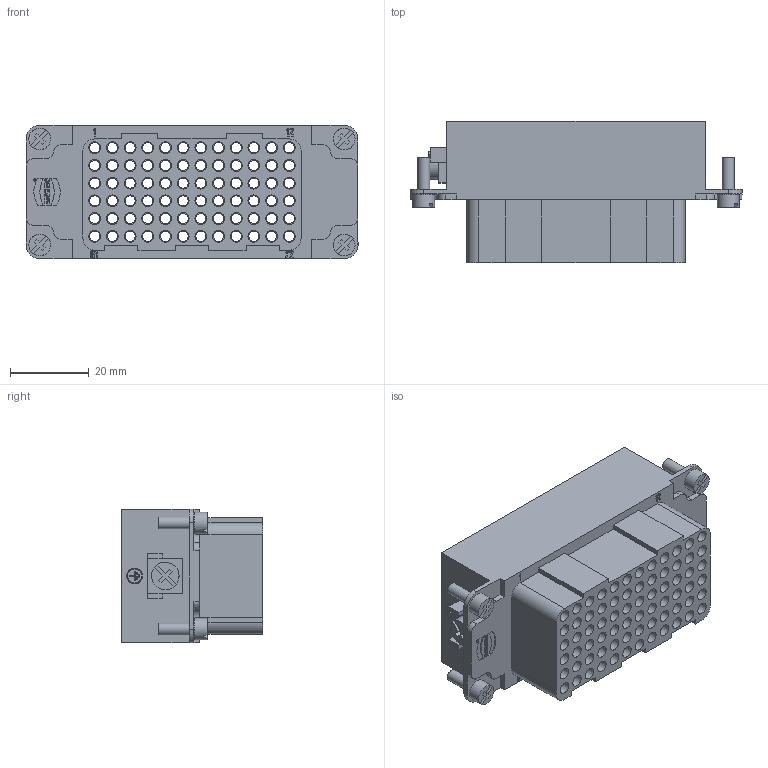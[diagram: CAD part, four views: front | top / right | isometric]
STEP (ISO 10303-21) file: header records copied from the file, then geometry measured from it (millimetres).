
FILE_DESCRIPTION(/* description */ (''),/* implementation_level */ '2;1');
FILE_NAME(/* name */ '100095121ugm000_b.stp',/* time_stamp */ '2017-10-26T12:19:41+02:00',/* author */ (''),/* organization */ (''),/* preprocessor_version */ 'ST-DEVELOPER v16',/* originating_system */ 'SIEMENS PLM Software NX 10.0',/* authorisation */ '');
FILE_SCHEMA (('AUTOMOTIVE_DESIGN { 1 0 10303 214 3 1 1 1 }'));
Length unit declared in the file: millimetre
Products named in the file (1): 100095121ugm000_b
Bounding box: 84.5 x 36 x 34 mm (x, y, z)
Volume: 48678.7 mm3; surface area: 39949.6 mm2
Topology: 1 solids, 1 shells, 1088 faces, 2455 edges, 1709 vertices
Faces by surface type: plane 738, cylinder 346, bspline 4
Full cylindrical faces by diameter (mm): 0.508 x1, 0.665 x1, 2.6 x72, 3 x80, 3.4 x72, 3.6 x1, 3.8 x72, 4 x1, 5.5 x4, 7 x1
Entity records: 31370 total; most frequent: CARTESIAN_POINT 5080, DIRECTION 5004, ORIENTED_EDGE 4300, EDGE_CURVE 2150, EDGE_LOOP 1804, AXIS2_PLACEMENT_3D 1795, VERTEX_POINT 1636, LINE 1414
